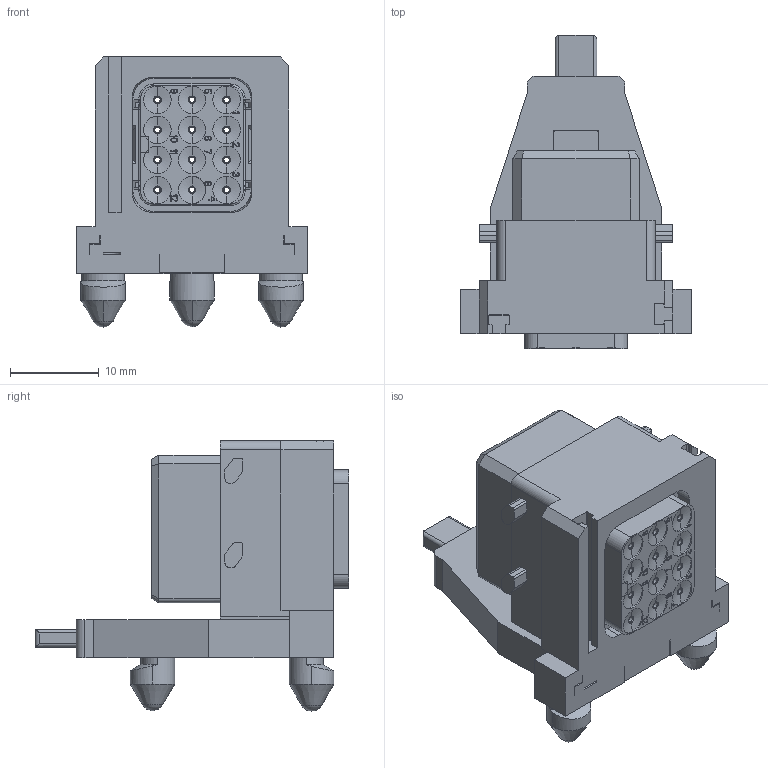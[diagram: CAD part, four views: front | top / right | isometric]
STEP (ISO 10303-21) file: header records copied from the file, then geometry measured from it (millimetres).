
FILE_DESCRIPTION((''),'2;1');
FILE_NAME('35599122000','2020-02-20T',('presta_be4'),(''),'CREO PARAMETRIC BY PTC INC, 2018360','CREO PARAMETRIC BY PTC INC, 2018360','');
FILE_SCHEMA(('CONFIG_CONTROL_DESIGN'));
Products named in the file (1): 35599122000
Bounding box: 26 x 35.29 x 30.4 mm (x, y, z)
Volume: 7816.4 mm3; surface area: 9542.3 mm2
Topology: 1 solids, 1 shells, 2617 faces, 6645 edges, 4161 vertices
Faces by surface type: plane 1478, cylinder 402, torus 352, cone 341, bspline 38, sphere 6
Entity records: 85800 total; most frequent: CARTESIAN_POINT 22355, ORIENTED_EDGE 13278, DIRECTION 13192, EDGE_CURVE 6639, AXIS2_PLACEMENT_3D 4500, VECTOR 4192, LINE 4192, VERTEX_POINT 4161
